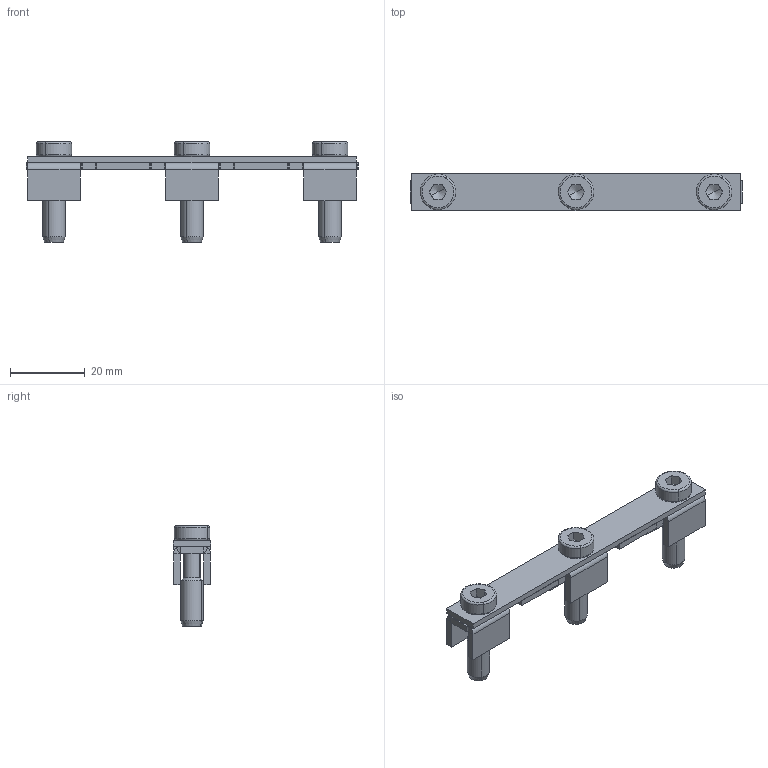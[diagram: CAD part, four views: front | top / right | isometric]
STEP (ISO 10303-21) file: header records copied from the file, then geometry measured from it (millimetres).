
FILE_DESCRIPTION(('CATIA V5R22 STEP214','CAx-IF Rec.Pracs.--- Model Styling and Organization---1.4--- 2014-01-23'),'2;1');
FILE_NAME ('D1452176_2_1469080000_1469080000.stp','2023-11-27T15:08:15+00:00',('none'),('Weidmueller'),'CATIA Version 5-6 Release 2016 SP3 HF44','CATIA V5 STEP AP214','none');
FILE_SCHEMA(('AUTOMOTIVE_DESIGN { 1 0 10303 214 1 1 1 1 }'));
Length unit declared in the file: millimetre
Products named in the file (1): 1469080000
Bounding box: 89 x 10 x 27 mm (x, y, z)
Volume: 6007.9 mm3; surface area: 7474.3 mm2
Topology: 5 solids, 5 shells, 250 faces, 604 edges, 358 vertices
Faces by surface type: plane 135, cylinder 50, cone 27, torus 18, bspline 12, extrusion 8
Entity records: 7898 total; most frequent: CARTESIAN_POINT 2689, ORIENTED_EDGE 1196, DIRECTION 804, EDGE_CURVE 598, VERTEX_POINT 358, VECTOR 348, LINE 340, AXIS2_PLACEMENT_3D 302
